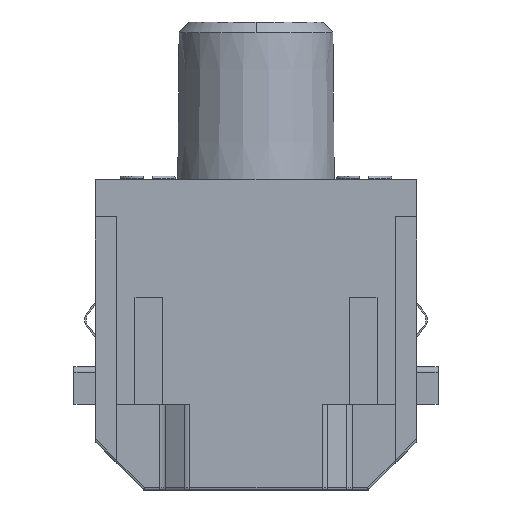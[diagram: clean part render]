
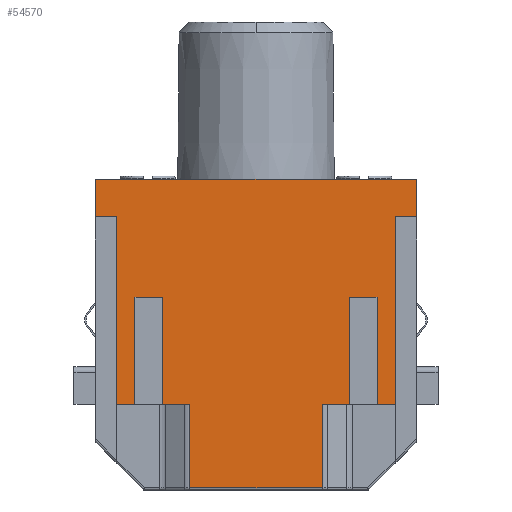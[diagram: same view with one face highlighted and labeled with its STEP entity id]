
A CAD part, left-side view. The second image highlights one B-rep face of the part: STEP entity #54570.
In plain terms, the highlighted planar face has unit normal (-1, 0, 0).
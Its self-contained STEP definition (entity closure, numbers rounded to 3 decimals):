
#6510=CARTESIAN_POINT('',(74.007,53.955,14.55));
#6520=VERTEX_POINT('',#6510);
#6850=CARTESIAN_POINT('',(74.007,60.772,14.55));
#6860=VERTEX_POINT('',#6850);
#6890=CARTESIAN_POINT('',(74.007,0.,14.55));
#6900=DIRECTION('',(0.,-1.,0.));
#6910=VECTOR('',#6900,1.);
#6920=LINE('',#6890,#6910);
#6930=CARTESIAN_POINT('',(74.007,58.255,14.55));
#6940=VERTEX_POINT('',#6930);
#6950=EDGE_CURVE('',#6860,#6940,#6920,.T.);
#7170=CARTESIAN_POINT('',(74.007,55.655,14.55));
#7180=VERTEX_POINT('',#7170);
#7210=EDGE_CURVE('',#7180,#6520,#6920,.T.);
#9900=CARTESIAN_POINT('',(74.007,78.255,14.55));
#9910=VERTEX_POINT('',#9900);
#10080=CARTESIAN_POINT('',(74.007,75.655,14.55));
#10090=VERTEX_POINT('',#10080);
#10120=CARTESIAN_POINT('',(74.007,0.,14.55));
#10130=DIRECTION('',(0.,1.,0.));
#10140=VECTOR('',#10130,1.);
#10150=LINE('',#10120,#10140);
#10160=CARTESIAN_POINT('',(74.007,73.137,14.55));
#10170=VERTEX_POINT('',#10160);
#10180=EDGE_CURVE('',#10170,#10090,#10150,.T.);
#10580=CARTESIAN_POINT('',(74.007,79.955,14.55));
#10590=VERTEX_POINT('',#10580);
#10620=EDGE_CURVE('',#9910,#10590,#10150,.T.);
#25480=CARTESIAN_POINT('',(74.007,58.255,24.55));
#25490=VERTEX_POINT('',#25480);
#25520=CARTESIAN_POINT('',(74.007,0.,24.55));
#25530=DIRECTION('',(0.,-1.,0.));
#25540=VECTOR('',#25530,1.);
#25550=LINE('',#25520,#25540);
#25560=CARTESIAN_POINT('',(74.007,55.655,24.55));
#25570=VERTEX_POINT('',#25560);
#25580=EDGE_CURVE('',#25490,#25570,#25550,.T.);
#30670=CARTESIAN_POINT('',(74.007,53.955,0.));
#30680=DIRECTION('',(0.,0.,1.));
#30690=VECTOR('',#30680,1.);
#30700=LINE('',#30670,#30690);
#30710=CARTESIAN_POINT('',(74.007,53.955,32.05));
#30720=VERTEX_POINT('',#30710);
#30730=EDGE_CURVE('',#6520,#30720,#30700,.T.);
#37300=CARTESIAN_POINT('',(74.007,51.955,35.55));
#37310=VERTEX_POINT('',#37300);
#37340=CARTESIAN_POINT('',(74.007,0.,35.55));
#37350=DIRECTION('',(0.,-1.,0.));
#37360=VECTOR('',#37350,1.);
#37370=LINE('',#37340,#37360);
#37380=CARTESIAN_POINT('',(74.007,66.955,35.55))
;
#37390=VERTEX_POINT('',#37380);
#37400=EDGE_CURVE('',#37390,#37310,#37370,.T.);
#46030=CARTESIAN_POINT('',(74.007,60.772,6.75))
;
#46040=VERTEX_POINT('',#46030);
#50000=CARTESIAN_POINT('',(74.007,58.255,0.));
#50010=DIRECTION('',(0.,0.,1.));
#50020=VECTOR('',#50010,1.);
#50030=LINE('',#50000,#50020);
#50040=EDGE_CURVE('',#6940,#25490,#50030,.T.);
#52260=CARTESIAN_POINT('',(74.007,55.655,0.));
#52270=DIRECTION('',(0.,0.,-1.));
#52280=VECTOR('',#52270,1.);
#52290=LINE('',#52260,#52280);
#52300=EDGE_CURVE('',#25570,#7180,#52290,.T.);
#52600=CARTESIAN_POINT('',(74.007,75.655,24.55));
#52610=VERTEX_POINT('',#52600);
#52640=CARTESIAN_POINT('',(74.007,75.655,0.));
#52650=DIRECTION('',(0.,0.,-1.));
#52660=VECTOR('',#52650,1.);
#52670=LINE('',#52640,#52660);
#52680=EDGE_CURVE('',#52610,#10090,#52670,.T.);
#53620=CARTESIAN_POINT('',(74.007,51.955,0.));
#53630=DIRECTION('',(-1.,0.,0.));
#53640=DIRECTION('',(0.,1.,0.));
#53650=AXIS2_PLACEMENT_3D('',#53620,#53630,#53640);
#53660=PLANE('',#53650);
#53670=ORIENTED_EDGE('',*,*,#52300,.T.);
#53680=ORIENTED_EDGE('',*,*,#25580,.T.);
#53690=ORIENTED_EDGE('',*,*,#50040,.T.);
#53700=ORIENTED_EDGE('',*,*,#6950,.T.);
#53710=CARTESIAN_POINT('',(74.007,60.772,0.));
#53720=DIRECTION('',(0.,0.,1.));
#53730=VECTOR('',#53720,1.);
#53740=LINE('',#53710,#53730);
#53750=EDGE_CURVE('',#46040,#6860,#53740,.T.);
#53760=ORIENTED_EDGE('',*,*,#53750,.T.);
#53770=CARTESIAN_POINT('',(74.007,0.,6.75));
#53780=DIRECTION('',(0.,1.,0.));
#53790=VECTOR('',#53780,1.);
#53800=LINE('',#53770,#53790);
#53810=CARTESIAN_POINT('',(74.007,73.137,6.75))
;
#53820=VERTEX_POINT('',#53810);
#53830=EDGE_CURVE('',#46040,#53820,#53800,.T.);
#53840=ORIENTED_EDGE('',*,*,#53830,.F.);
#53850=CARTESIAN_POINT('',(74.007,73.137,0.));
#53860=DIRECTION('',(0.,0.,1.));
#53870=VECTOR('',#53860,1.);
#53880=LINE('',#53850,#53870);
#53890=EDGE_CURVE('',#53820,#10170,#53880,.T.);
#53900=ORIENTED_EDGE('',*,*,#53890,.F.);
#53910=ORIENTED_EDGE('',*,*,#10180,.F.);
#53920=ORIENTED_EDGE('',*,*,#52680,.T.);
#53930=CARTESIAN_POINT('',(74.007,0.,24.55));
#53940=DIRECTION('',(0.,-1.,0.));
#53950=VECTOR('',#53940,1.);
#53960=LINE('',#53930,#53950);
#53970=CARTESIAN_POINT('',(74.007,78.255,24.55));
#53980=VERTEX_POINT('',#53970);
#53990=EDGE_CURVE('',#53980,#52610,#53960,.T.);
#54000=ORIENTED_EDGE('',*,*,#53990,.T.);
#54010=CARTESIAN_POINT('',(74.007,78.255,0.));
#54020=DIRECTION('',(0.,0.,1.));
#54030=VECTOR('',#54020,1.);
#54040=LINE('',#54010,#54030);
#54050=EDGE_CURVE('',#9910,#53980,#54040,.T.);
#54060=ORIENTED_EDGE('',*,*,#54050,.T.);
#54070=ORIENTED_EDGE('',*,*,#10620,.F.);
#54080=CARTESIAN_POINT('',(74.007,79.955,0.));
#54090=DIRECTION('',(0.,0.,1.));
#54100=VECTOR('',#54090,1.);
#54110=LINE('',#54080,#54100);
#54120=CARTESIAN_POINT('',(74.007,79.955,32.05));
#54130=VERTEX_POINT('',#54120);
#54140=EDGE_CURVE('',#10590,#54130,#54110,.T.);
#54150=ORIENTED_EDGE('',*,*,#54140,.F.);
#54160=CARTESIAN_POINT('',(74.007,133.909,32.05));
#54170=DIRECTION('',(0.,1.,0.));
#54180=VECTOR('',#54170,1.);
#54190=LINE('',#54160,#54180);
#54200=CARTESIAN_POINT('',(74.007,81.955,32.05));
#54210=VERTEX_POINT('',#54200);
#54220=EDGE_CURVE('',#54130,#54210,#54190,.T.);
#54230=ORIENTED_EDGE('',*,*,#54220,.F.);
#54240=CARTESIAN_POINT('',(74.007,81.955,0.));
#54250=DIRECTION('',(0.,0.,1.));
#54260=VECTOR('',#54250,1.);
#54270=LINE('',#54240,#54260);
#54280=CARTESIAN_POINT('',(74.007,81.955,35.55));
#54290=VERTEX_POINT('',#54280);
#54300=EDGE_CURVE('',#54210,#54290,#54270,.T.);
#54310=ORIENTED_EDGE('',*,*,#54300,.F.);
#54320=CARTESIAN_POINT('',(74.007,0.,35.55));
#54330=DIRECTION('',(0.,1.,0.));
#54340=VECTOR('',#54330,1.);
#54350=LINE('',#54320,#54340);
#54360=EDGE_CURVE('',#37390,#54290,#54350,.T.);
#54370=ORIENTED_EDGE('',*,*,#54360,.T.);
#54380=ORIENTED_EDGE('',*,*,#37400,.F.);
#54390=CARTESIAN_POINT('',(74.007,51.955,0.));
#54400=DIRECTION('',(0.,0.,1.));
#54410=VECTOR('',#54400,1.);
#54420=LINE('',#54390,#54410);
#54430=CARTESIAN_POINT('',(74.007,51.955,32.05));
#54440=VERTEX_POINT('',#54430);
#54450=EDGE_CURVE('',#54440,#37310,#54420,.T.);
#54460=ORIENTED_EDGE('',*,*,#54450,.T.);
#54470=CARTESIAN_POINT('',(74.007,0.,32.05));
#54480=DIRECTION('',(0.,-1.,0.));
#54490=VECTOR('',#54480,1.);
#54500=LINE('',#54470,#54490);
#54510=EDGE_CURVE('',#30720,#54440,#54500,.T.);
#54520=ORIENTED_EDGE('',*,*,#54510,.T.);
#54530=ORIENTED_EDGE('',*,*,#30730,.T.);
#54540=ORIENTED_EDGE('',*,*,#7210,.T.);
#54550=EDGE_LOOP('',(#54540,#54530,#54520,#54460,#54380,#54370,#54310,
#54230,#54150,#54070,#54060,#54000,#53920,#53910,#53900,#53840,#53760,
#53700,#53690,#53680,#53670));
#54560=FACE_OUTER_BOUND('',#54550,.T.);
#54570=ADVANCED_FACE('',(#54560),#53660,.T.);
